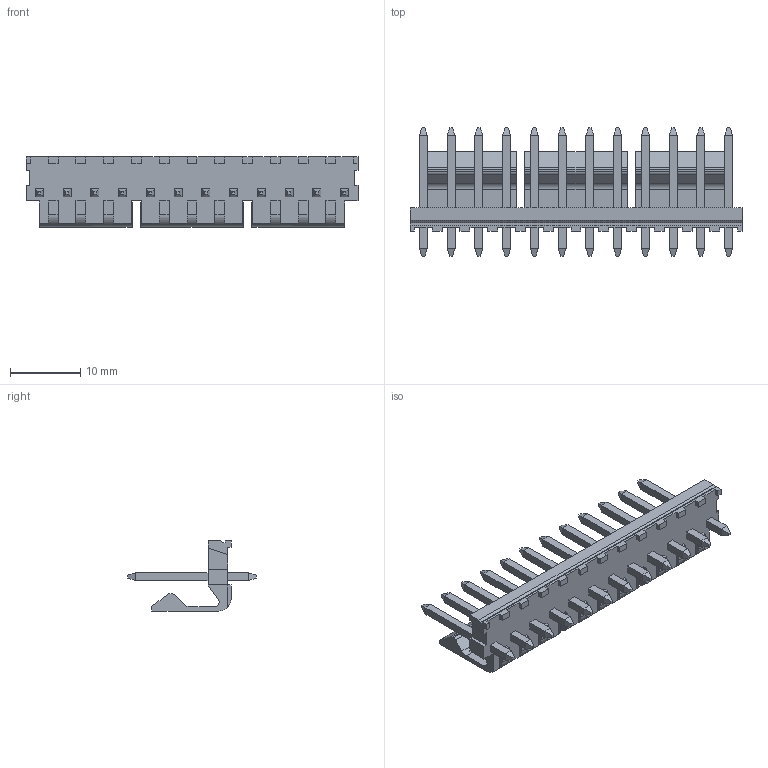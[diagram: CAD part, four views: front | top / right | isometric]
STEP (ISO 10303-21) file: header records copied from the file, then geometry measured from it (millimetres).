
FILE_DESCRIPTION((''),'2;1');
FILE_NAME('026604120','2014-01-21T',('me'),(''),'PRO/ENGINEER BY PARAMETRIC TECHNOLOGY CORPORATION, 2011490','PRO/ENGINEER BY PARAMETRIC TECHNOLOGY CORPORATION, 2011490','');
FILE_SCHEMA(('CONFIG_CONTROL_DESIGN'));
Length unit declared in the file: inch
Products named in the file (1): 026604120
Bounding box: 47.4 x 18.29 x 10.01 mm (x, y, z)
Volume: 1787.7 mm3; surface area: 2957.2 mm2
Topology: 1 solids, 1 shells, 377 faces, 971 edges, 620 vertices
Faces by surface type: plane 362, cylinder 15
Entity records: 11174 total; most frequent: CARTESIAN_POINT 1945, ORIENTED_EDGE 1894, DIRECTION 1803, EDGE_CURVE 947, VECTOR 895, LINE 895, VERTEX_POINT 596, AXIS2_PLACEMENT_3D 454
